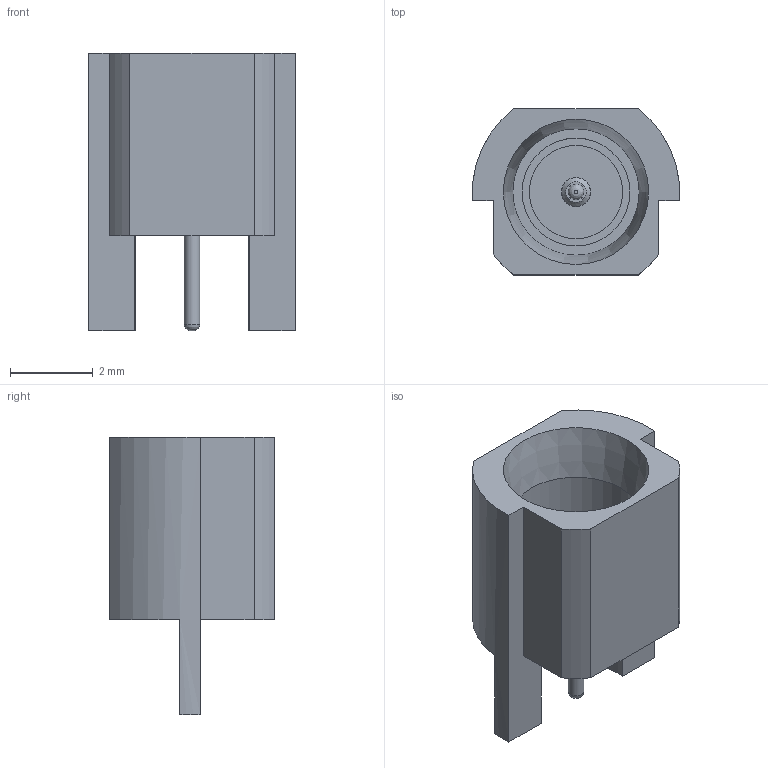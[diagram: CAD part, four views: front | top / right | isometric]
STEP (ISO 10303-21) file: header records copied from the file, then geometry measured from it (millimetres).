
FILE_DESCRIPTION(/* description */ (''),/* implementation_level */ '2;1');
FILE_NAME(/* name */ 'Wurth 60114202122305.step',/* time_stamp */ '2023-09-05T23:20:00+01:00',/* author */ (''),/* organization */ (''),/* preprocessor_version */ 'ST-DEVELOPER v20',/* originating_system */ 'Autodesk Translation Framework v12.9.0.99',/* authorisation */ '');
FILE_SCHEMA (('AUTOMOTIVE_DESIGN { 1 0 10303 214 3 1 1 }'));
Length unit declared in the file: millimetre
Products named in the file (1): Wurth 60114202122305
Bounding box: 5 x 4 x 6.7 mm (x, y, z)
Volume: 54.1 mm3; surface area: 156.5 mm2
Topology: 1 solids, 1 shells, 40 faces, 84 edges, 55 vertices
Faces by surface type: plane 21, cylinder 15, cone 2, bspline 2
Full cylindrical faces by diameter (mm): 0.38 x2, 0.7 x2, 0.703 x2, 2.25 x1, 2.6 x1, 3.05 x1
Entity records: 1214 total; most frequent: CARTESIAN_POINT 232, DIRECTION 201, ORIENTED_EDGE 168, EDGE_CURVE 84, AXIS2_PLACEMENT_3D 78, VERTEX_POINT 55, EDGE_LOOP 49, LINE 45
